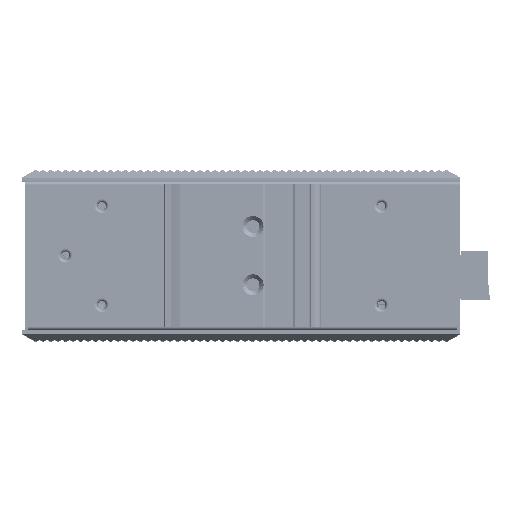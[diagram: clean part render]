
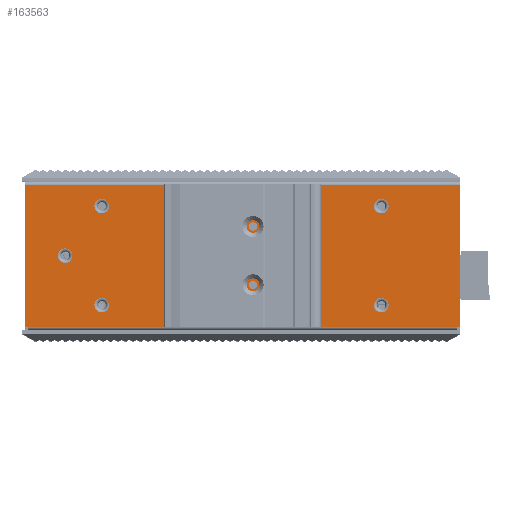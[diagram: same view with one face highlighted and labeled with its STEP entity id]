
A CAD part, top view. The second image highlights one B-rep face of the part: STEP entity #163563.
In plain terms, the highlighted planar face has unit normal (0, 0, 1).
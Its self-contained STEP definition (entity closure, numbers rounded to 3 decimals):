
#150290=DIRECTION('',(-1.,0.,0.));
#150291=VECTOR('',#150290,134.);
#150292=CARTESIAN_POINT('',(66.66,43.8,46.3));
#150293=LINE('',#150292,#150291);
#150305=DIRECTION('',(-1.,0.,0.));
#150306=VECTOR('',#150305,132.);
#150307=CARTESIAN_POINT('',(65.66,0.,46.3));
#150308=LINE('',#150307,#150306);
#150312=DIRECTION('',(1.,0.,0.));
#150313=VECTOR('',#150312,1.);
#150314=CARTESIAN_POINT('',(-67.34,0.,46.3));
#150315=LINE('',#150314,#150313);
#150319=DIRECTION('',(0.,-1.,0.));
#150320=VECTOR('',#150319,43.8);
#150321=CARTESIAN_POINT('',(-67.34,43.8,46.3));
#150322=LINE('',#150321,#150320);
#150326=DIRECTION('',(0.,1.,0.));
#150327=VECTOR('',#150326,43.8);
#150328=CARTESIAN_POINT('',(66.66,0.,46.3));
#150329=LINE('',#150328,#150327);
#150333=DIRECTION('',(1.,0.,0.));
#150334=VECTOR('',#150333,1.);
#150335=CARTESIAN_POINT('',(65.66,0.,46.3));
#150336=LINE('',#150335,#150334);
#150340=CARTESIAN_POINT('',(2.83,30.9,46.3));
#150341=DIRECTION('',(0.,0.,-1.));
#150342=DIRECTION('',(-1.,0.,0.));
#150343=AXIS2_PLACEMENT_3D('',#150340,#150341,#150342);
#150348=CARTESIAN_POINT('',(2.83,30.9,46.3));
#150349=DIRECTION('',(0.,0.,-1.));
#150350=DIRECTION('',(1.,0.,0.));
#150351=AXIS2_PLACEMENT_3D('',#150348,#150349,#150350);
#150356=CARTESIAN_POINT('',(2.83,12.9,46.3));
#150357=DIRECTION('',(0.,0.,-1.));
#150358=DIRECTION('',(-1.,0.,0.));
#150359=AXIS2_PLACEMENT_3D('',#150356,#150357,#150358);
#150364=CARTESIAN_POINT('',(2.83,12.9,46.3));
#150365=DIRECTION('',(0.,0.,-1.));
#150366=DIRECTION('',(1.,0.,0.));
#150367=AXIS2_PLACEMENT_3D('',#150364,#150365,#150366);
#150372=CARTESIAN_POINT('',(42.36,6.65,46.3));
#150373=DIRECTION('',(0.,0.,-1.));
#150374=DIRECTION('',(1.,0.,0.));
#150375=AXIS2_PLACEMENT_3D('',#150372,#150373,#150374);
#150380=CARTESIAN_POINT('',(42.36,6.65,46.3));
#150381=DIRECTION('',(0.,0.,-1.));
#150382=DIRECTION('',(-1.,0.,0.));
#150383=AXIS2_PLACEMENT_3D('',#150380,#150381,#150382);
#150388=CARTESIAN_POINT('',(42.36,37.15,46.3));
#150389=DIRECTION('',(0.,0.,-1.));
#150390=DIRECTION('',(1.,0.,0.));
#150391=AXIS2_PLACEMENT_3D('',#150388,#150389,#150390);
#150396=CARTESIAN_POINT('',(42.36,37.15,46.3));
#150397=DIRECTION('',(0.,0.,-1.));
#150398=DIRECTION('',(-1.,0.,0.));
#150399=AXIS2_PLACEMENT_3D('',#150396,#150397,#150398);
#150404=CARTESIAN_POINT('',(-43.78,6.65,46.3));
#150405=DIRECTION('',(0.,0.,-1.));
#150406=DIRECTION('',(1.,0.,0.));
#150407=AXIS2_PLACEMENT_3D('',#150404,#150405,#150406);
#150412=CARTESIAN_POINT('',(-43.78,6.65,46.3));
#150413=DIRECTION('',(0.,0.,-1.));
#150414=DIRECTION('',(-1.,0.,0.));
#150415=AXIS2_PLACEMENT_3D('',#150412,#150413,#150414);
#150420=CARTESIAN_POINT('',(-43.78,37.15,46.3));
#150421=DIRECTION('',(0.,0.,-1.));
#150422=DIRECTION('',(1.,0.,0.));
#150423=AXIS2_PLACEMENT_3D('',#150420,#150421,#150422);
#150428=CARTESIAN_POINT('',(-43.78,37.15,46.3));
#150429=DIRECTION('',(0.,0.,-1.));
#150430=DIRECTION('',(-1.,0.,0.));
#150431=AXIS2_PLACEMENT_3D('',#150428,#150429,#150430);
#150436=CARTESIAN_POINT('',(-55.04,21.9,46.3));
#150437=DIRECTION('',(0.,0.,-1.));
#150438=DIRECTION('',(0.,-1.,0.));
#150439=AXIS2_PLACEMENT_3D('',#150436,#150437,#150438);
#150444=CARTESIAN_POINT('',(-55.04,21.9,46.3));
#150445=DIRECTION('',(0.,0.,-1.));
#150446=DIRECTION('',(0.,1.,0.));
#150447=AXIS2_PLACEMENT_3D('',#150444,#150445,#150446);
#152648=CARTESIAN_POINT('',(66.66,0.,46.3));
#152650=VERTEX_POINT('',#152648);
#152651=CARTESIAN_POINT('',(65.66,0.,46.3));
#152652=VERTEX_POINT('',#152651);
#152654=CARTESIAN_POINT('',(-67.34,0.,46.3));
#152656=VERTEX_POINT('',#152654);
#152657=CARTESIAN_POINT('',(-66.34,0.,46.3));
#152658=VERTEX_POINT('',#152657);
#152675=CARTESIAN_POINT('',(66.66,43.8,46.3));
#152676=CARTESIAN_POINT('',(-67.34,43.8,46.3));
#152677=VERTEX_POINT('',#152675);
#152678=VERTEX_POINT('',#152676);
#152713=CARTESIAN_POINT('',(1.58,30.9,46.3));
#152714=CARTESIAN_POINT('',(4.08,30.9,46.3));
#152715=VERTEX_POINT('',#152713);
#152716=VERTEX_POINT('',#152714);
#152721=CARTESIAN_POINT('',(1.58,12.9,46.3));
#152722=CARTESIAN_POINT('',(4.08,12.9,46.3));
#152723=VERTEX_POINT('',#152721);
#152724=VERTEX_POINT('',#152722);
#154269=CARTESIAN_POINT('',(44.61,6.65,46.3));
#154270=CARTESIAN_POINT('',(40.11,6.65,46.3));
#154271=VERTEX_POINT('',#154269);
#154272=VERTEX_POINT('',#154270);
#154289=CARTESIAN_POINT('',(44.61,37.15,46.3));
#154290=CARTESIAN_POINT('',(40.11,37.15,46.3));
#154291=VERTEX_POINT('',#154289);
#154292=VERTEX_POINT('',#154290);
#154309=CARTESIAN_POINT('',(-41.53,6.65,46.3));
#154310=CARTESIAN_POINT('',(-46.03,6.65,46.3));
#154311=VERTEX_POINT('',#154309);
#154312=VERTEX_POINT('',#154310);
#154329=CARTESIAN_POINT('',(-41.53,37.15,46.3));
#154330=CARTESIAN_POINT('',(-46.03,37.15,46.3));
#154331=VERTEX_POINT('',#154329);
#154332=VERTEX_POINT('',#154330);
#154761=CARTESIAN_POINT('',(-55.04,19.65,46.3));
#154762=CARTESIAN_POINT('',(-55.04,24.15,46.3));
#154763=VERTEX_POINT('',#154761);
#154764=VERTEX_POINT('',#154762);
#163507=CARTESIAN_POINT('',(-66.34,0.,46.3));
#163508=DIRECTION('',(0.,0.,-1.));
#163509=DIRECTION('',(-1.,0.,0.));
#163510=AXIS2_PLACEMENT_3D('',#163507,#163508,#163509);
#163511=PLANE('',#163510);
#163513=ORIENTED_EDGE('',*,*,#163512,.T.);
#163514=ORIENTED_EDGE('',*,*,#163291,.F.);
#163515=ORIENTED_EDGE('',*,*,#163316,.F.);
#163516=ORIENTED_EDGE('',*,*,#163489,.F.);
#163517=ORIENTED_EDGE('',*,*,#157883,.F.);
#163518=ORIENTED_EDGE('',*,*,#157908,.F.);
#163519=EDGE_LOOP('',(#163513,#163514,#163515,#163516,#163517,#163518));
#163520=FACE_OUTER_BOUND('',#163519,.F.);
#163522=ORIENTED_EDGE('',*,*,#163521,.F.);
#163524=ORIENTED_EDGE('',*,*,#163523,.F.);
#163525=EDGE_LOOP('',(#163522,#163524));
#163526=FACE_BOUND('',#163525,.F.);
#163528=ORIENTED_EDGE('',*,*,#163527,.F.);
#163530=ORIENTED_EDGE('',*,*,#163529,.F.);
#163531=EDGE_LOOP('',(#163528,#163530));
#163532=FACE_BOUND('',#163531,.F.);
#163534=ORIENTED_EDGE('',*,*,#163533,.F.);
#163536=ORIENTED_EDGE('',*,*,#163535,.F.);
#163537=EDGE_LOOP('',(#163534,#163536));
#163538=FACE_BOUND('',#163537,.F.);
#163540=ORIENTED_EDGE('',*,*,#163539,.F.);
#163542=ORIENTED_EDGE('',*,*,#163541,.F.);
#163543=EDGE_LOOP('',(#163540,#163542));
#163544=FACE_BOUND('',#163543,.F.);
#163546=ORIENTED_EDGE('',*,*,#163545,.F.);
#163548=ORIENTED_EDGE('',*,*,#163547,.F.);
#163549=EDGE_LOOP('',(#163546,#163548));
#163550=FACE_BOUND('',#163549,.F.);
#163552=ORIENTED_EDGE('',*,*,#163551,.F.);
#163554=ORIENTED_EDGE('',*,*,#163553,.F.);
#163555=EDGE_LOOP('',(#163552,#163554));
#163556=FACE_BOUND('',#163555,.F.);
#163558=ORIENTED_EDGE('',*,*,#163557,.F.);
#163560=ORIENTED_EDGE('',*,*,#163559,.F.);
#163561=EDGE_LOOP('',(#163558,#163560));
#163562=FACE_BOUND('',#163561,.F.);
#150344=CIRCLE('',#150343,1.25);
#150352=CIRCLE('',#150351,1.25);
#150360=CIRCLE('',#150359,1.25);
#150368=CIRCLE('',#150367,1.25);
#150376=CIRCLE('',#150375,2.25);
#150384=CIRCLE('',#150383,2.25);
#150392=CIRCLE('',#150391,2.25);
#150400=CIRCLE('',#150399,2.25);
#150408=CIRCLE('',#150407,2.25);
#150416=CIRCLE('',#150415,2.25);
#150424=CIRCLE('',#150423,2.25);
#150432=CIRCLE('',#150431,2.25);
#150440=CIRCLE('',#150439,2.25);
#150448=CIRCLE('',#150447,2.25);
#157883=EDGE_CURVE('',#152650,#152677,#150329,.T.);
#157908=EDGE_CURVE('',#152652,#152650,#150336,.T.);
#163291=EDGE_CURVE('',#152656,#152658,#150315,.T.);
#163316=EDGE_CURVE('',#152678,#152656,#150322,.T.);
#163489=EDGE_CURVE('',#152677,#152678,#150293,.T.);
#163512=EDGE_CURVE('',#152652,#152658,#150308,.T.);
#163521=EDGE_CURVE('',#152715,#152716,#150344,.T.);
#163523=EDGE_CURVE('',#152716,#152715,#150352,.T.);
#163527=EDGE_CURVE('',#152723,#152724,#150360,.T.);
#163529=EDGE_CURVE('',#152724,#152723,#150368,.T.);
#163533=EDGE_CURVE('',#154271,#154272,#150376,.T.);
#163535=EDGE_CURVE('',#154272,#154271,#150384,.T.);
#163539=EDGE_CURVE('',#154291,#154292,#150392,.T.);
#163541=EDGE_CURVE('',#154292,#154291,#150400,.T.);
#163545=EDGE_CURVE('',#154311,#154312,#150408,.T.);
#163547=EDGE_CURVE('',#154312,#154311,#150416,.T.);
#163551=EDGE_CURVE('',#154331,#154332,#150424,.T.);
#163553=EDGE_CURVE('',#154332,#154331,#150432,.T.);
#163557=EDGE_CURVE('',#154763,#154764,#150440,.T.);
#163559=EDGE_CURVE('',#154764,#154763,#150448,.T.);
#163563=ADVANCED_FACE('',(#163520,#163526,#163532,#163538,#163544,#163550,
#163556,#163562),#163511,.F.);
